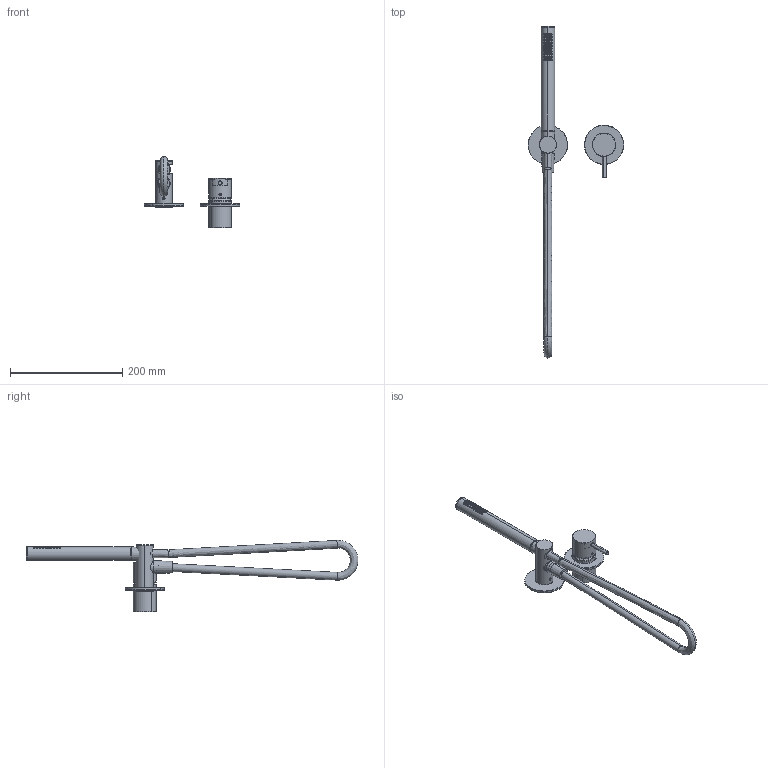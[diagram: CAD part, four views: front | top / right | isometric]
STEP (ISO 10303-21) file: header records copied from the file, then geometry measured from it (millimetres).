
FILE_DESCRIPTION (( 'STEP AP214' ), '1' );
FILE_NAME ('C35.0022 3D.STEP', '2023-01-19T15:10:36', ( '' ), ( '' ), 'SwSTEP 2.0', 'SolidWorks 2022', '' );
FILE_SCHEMA (( 'AUTOMOTIVE_DESIGN' ));
Length unit declared in the file: millimetre
Products named in the file (12): C35.0022.STEP.STEP; 0057.003.00.STEP.STEP; 0057.001.00.STEP.STEP; 0039.015.00.STEP.STEP; 0001-POMULO__7x40MM_000000000000.STEP; C35.0022 3D; CHUVEIRO MAO.STEP.STEP; 0046.000.03.STEP.STEP; FLEXIVEL_TOMADA__GUA_CILINDRICA_LATERAL_PARA_MON_AO_CHAO.STEP.STEP; 0039.006.00.STEP.STEP; 0044.000.25.STEP.STEP; C35.0022.STEP
Assembly tree (11 placements, depth 4):
  C35.0022 3D
    C35.0022.STEP
      C35.0022.STEP.STEP
        FLEXIVEL_TOMADA__GUA_CILINDRICA_LATERAL_PARA_MON_AO_CHAO.STEP.STEP
        0044.000.25.STEP.STEP
        0046.000.03.STEP.STEP
        0039.006.00.STEP.STEP
        0039.015.00.STEP.STEP
        0057.001.00.STEP.STEP
        0057.003.00.STEP.STEP
        CHUVEIRO MAO.STEP.STEP
      0001-POMULO__7x40MM_000000000000.STEP
Bounding box: 169.88 x 590.62 x 126.52 mm (x, y, z)
Volume: 305946 mm3; surface area: 118664.1 mm2
Topology: 11 solids, 11 shells, 856 faces, 2057 edges, 1317 vertices
Faces by surface type: bspline 258, cylinder 249, plane 173, cone 130, torus 42, sphere 4
Entity records: 60737 total; most frequent: CARTESIAN_POINT 41103, ORIENTED_EDGE 4094, DIRECTION 2935, EDGE_CURVE 2047, VERTEX_POINT 1317, AXIS2_PLACEMENT_3D 1221, EDGE_LOOP 978, B_SPLINE_CURVE_WITH_KNOTS 931
